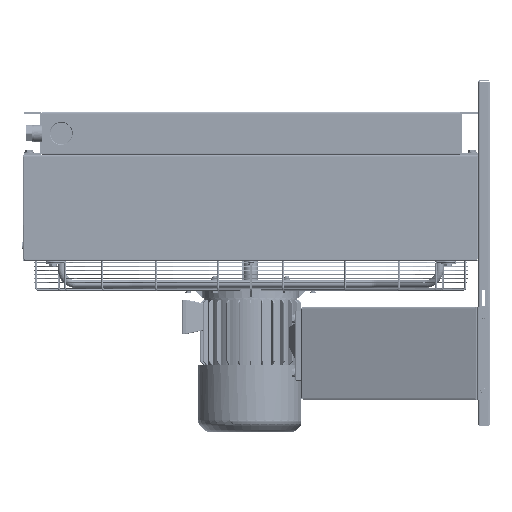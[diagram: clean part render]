
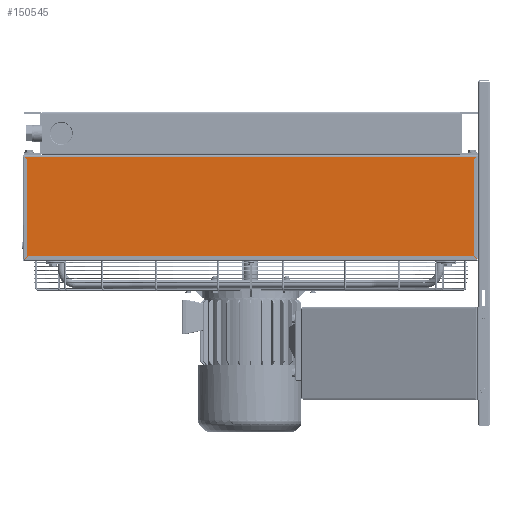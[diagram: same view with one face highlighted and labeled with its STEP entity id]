
A CAD part, left-side view. The second image highlights one B-rep face of the part: STEP entity #150545.
In plain terms, the highlighted planar face has unit normal (-1, 0, 0).
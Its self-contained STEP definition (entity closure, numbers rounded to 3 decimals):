
#150418=CARTESIAN_POINT('',(-590.5,-588.5,133.5));
#150419=VERTEX_POINT('',#150418);
#150444=CARTESIAN_POINT('',(-590.5,0.,1.));
#150445=DIRECTION('',(1.0,0.0,0.0));
#150446=DIRECTION('',(0.0,0.0,1.0));
#150447=AXIS2_PLACEMENT_3D('',#150444,#150445,#150446);
#150448=PLANE('',#150447);
#150449=CARTESIAN_POINT('',(-590.5,580.5,125.5));
#150450=VERTEX_POINT('',#150449);
#150451=CARTESIAN_POINT('',(-590.5,588.5,133.5));
#150452=VERTEX_POINT('',#150451);
#150453=CARTESIAN_POINT('',(-590.5,580.5,125.5));
#150454=DIRECTION('',(0.0,0.707,0.707));
#150455=VECTOR('',#150454,11.314);
#150456=LINE('',#150453,#150455);
#150457=EDGE_CURVE('',#150450,#150452,#150456,.T.);
#150458=ORIENTED_EDGE('',*,*,#150457,.F.);
#150459=CARTESIAN_POINT('',(-590.5,580.5,-124.086));
#150460=VERTEX_POINT('',#150459);
#150461=CARTESIAN_POINT('',(-590.5,580.5,-124.086));
#150462=DIRECTION('',(0.0,0.0,1.0));
#150463=VECTOR('',#150462,249.586);
#150464=LINE('',#150461,#150463);
#150465=EDGE_CURVE('',#150460,#150450,#150464,.T.);
#150466=ORIENTED_EDGE('',*,*,#150465,.F.);
#150467=CARTESIAN_POINT('',(-590.5,587.914,-131.5));
#150468=VERTEX_POINT('',#150467);
#150469=CARTESIAN_POINT('',(-590.5,580.5,-124.086));
#150470=DIRECTION('',(0.0,0.707,-0.707));
#150471=VECTOR('',#150470,10.485);
#150472=LINE('',#150469,#150471);
#150473=EDGE_CURVE('',#150460,#150468,#150472,.T.);
#150474=ORIENTED_EDGE('',*,*,#150473,.T.);
#150475=CARTESIAN_POINT('',(-590.5,585.086,-131.5));
#150476=VERTEX_POINT('',#150475);
#150477=CARTESIAN_POINT('',(-590.5,587.914,-131.5));
#150478=DIRECTION('',(0.0,-1.0,0.0));
#150479=VECTOR('',#150478,2.828);
#150480=LINE('',#150477,#150479);
#150481=EDGE_CURVE('',#150468,#150476,#150480,.T.);
#150482=ORIENTED_EDGE('',*,*,#150481,.T.);
#150483=CARTESIAN_POINT('',(-590.5,579.086,-125.5));
#150484=VERTEX_POINT('',#150483);
#150485=CARTESIAN_POINT('',(-590.5,585.086,-131.5));
#150486=DIRECTION('',(0.0,-0.707,0.707));
#150487=VECTOR('',#150486,8.485);
#150488=LINE('',#150485,#150487);
#150489=EDGE_CURVE('',#150476,#150484,#150488,.T.);
#150490=ORIENTED_EDGE('',*,*,#150489,.T.);
#150491=CARTESIAN_POINT('',(-590.5,-579.086,-125.5));
#150492=VERTEX_POINT('',#150491);
#150493=CARTESIAN_POINT('',(-590.5,-579.086,-125.5));
#150494=DIRECTION('',(0.0,1.0,0.0));
#150495=VECTOR('',#150494,1158.172);
#150496=LINE('',#150493,#150495);
#150497=EDGE_CURVE('',#150492,#150484,#150496,.T.);
#150498=ORIENTED_EDGE('',*,*,#150497,.F.);
#150499=CARTESIAN_POINT('',(-590.5,-585.086,-131.5));
#150500=VERTEX_POINT('',#150499);
#150501=CARTESIAN_POINT('',(-590.5,-579.086,-125.5));
#150502=DIRECTION('',(0.,-0.707,-0.707));
#150503=VECTOR('',#150502,8.485);
#150504=LINE('',#150501,#150503);
#150505=EDGE_CURVE('',#150492,#150500,#150504,.T.);
#150506=ORIENTED_EDGE('',*,*,#150505,.T.);
#150507=CARTESIAN_POINT('',(-590.5,-587.914,-131.5));
#150508=VERTEX_POINT('',#150507);
#150509=CARTESIAN_POINT('',(-590.5,-585.086,-131.5));
#150510=DIRECTION('',(0.0,-1.0,0.0));
#150511=VECTOR('',#150510,2.828);
#150512=LINE('',#150509,#150511);
#150513=EDGE_CURVE('',#150500,#150508,#150512,.T.);
#150514=ORIENTED_EDGE('',*,*,#150513,.T.);
#150515=CARTESIAN_POINT('',(-590.5,-580.5,-124.086));
#150516=VERTEX_POINT('',#150515);
#150517=CARTESIAN_POINT('',(-590.5,-587.914,-131.5));
#150518=DIRECTION('',(0.0,0.707,0.707));
#150519=VECTOR('',#150518,10.485);
#150520=LINE('',#150517,#150519);
#150521=EDGE_CURVE('',#150508,#150516,#150520,.T.);
#150522=ORIENTED_EDGE('',*,*,#150521,.T.);
#150523=CARTESIAN_POINT('',(-590.5,-580.5,125.5));
#150524=VERTEX_POINT('',#150523);
#150525=CARTESIAN_POINT('',(-590.5,-580.5,125.5));
#150526=DIRECTION('',(0.0,0.0,-1.0));
#150527=VECTOR('',#150526,249.586);
#150528=LINE('',#150525,#150527);
#150529=EDGE_CURVE('',#150524,#150516,#150528,.T.);
#150530=ORIENTED_EDGE('',*,*,#150529,.F.);
#150531=CARTESIAN_POINT('',(-590.5,-588.5,133.5));
#150532=DIRECTION('',(0.,0.707,-0.707));
#150533=VECTOR('',#150532,11.314);
#150534=LINE('',#150531,#150533);
#150535=EDGE_CURVE('',#150419,#150524,#150534,.T.);
#150536=ORIENTED_EDGE('',*,*,#150535,.F.);
#150537=CARTESIAN_POINT('',(-590.5,-588.5,133.5));
#150538=DIRECTION('',(0.0,1.0,0.0));
#150539=VECTOR('',#150538,1177.0);
#150540=LINE('',#150537,#150539);
#150541=EDGE_CURVE('',#150419,#150452,#150540,.T.);
#150542=ORIENTED_EDGE('',*,*,#150541,.T.);
#150543=EDGE_LOOP('',(#150458,#150466,#150474,#150482,#150490,#150498,#150506,#150514,#150522,#150530,#150536,#150542));
#150544=FACE_OUTER_BOUND('',#150543,.T.);
#150545=ADVANCED_FACE('',(#150544),#150448,.F.);
